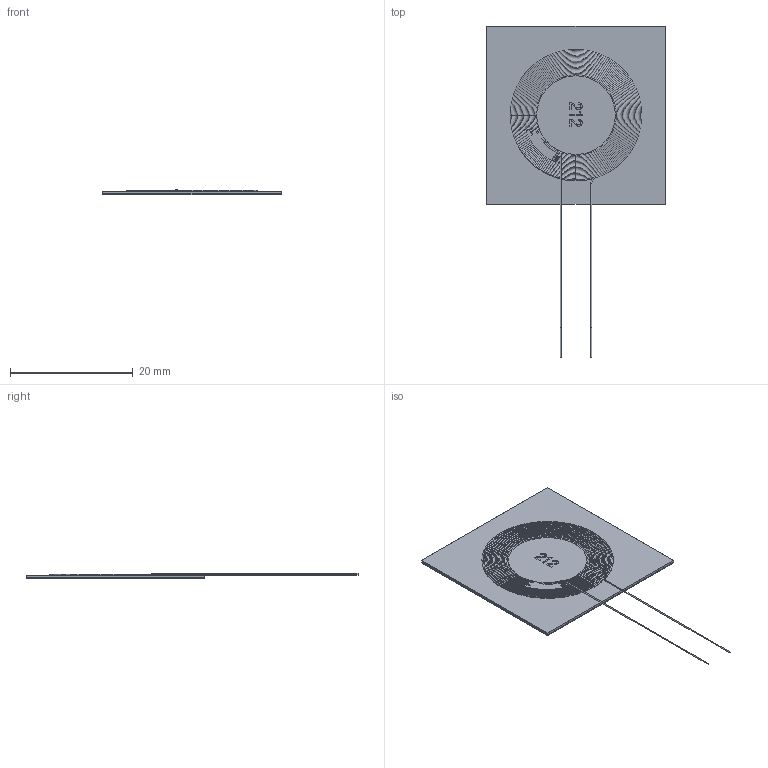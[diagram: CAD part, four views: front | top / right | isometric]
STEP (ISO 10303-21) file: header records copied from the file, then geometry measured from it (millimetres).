
FILE_DESCRIPTION(/* description */ ('Unknown'),/* implementation_level */ '2;1');
FILE_NAME(/* name */ 'L_Wurth_WE-WPCC-RX_760308102212',/* time_stamp */ '2025-04-22T16:36:15+08:00',/* author */ ('Unknown'),/* organization */ ('Unknown'),/* preprocessor_version */ 'ST-DEVELOPER v19.4',/* originating_system */ 'Solid Edge',/* authorisation */ 'Unknown');
FILE_SCHEMA (('AUTOMOTIVE_DESIGN {1 0 10303 214 3 1 1}'));
Length unit declared in the file: millimetre
Products named in the file (2): L_Wurth_WE-WPCC-RX_760308102212
Assembly tree (1 placements, depth 2):
  L_Wurth_WE-WPCC-RX_760308102212
    L_Wurth_WE-WPCC-RX_760308102212
Bounding box: 29 x 54 x 0.94 mm (x, y, z)
Volume: 475.3 mm3; surface area: 7929.9 mm2
Topology: 6 solids, 6 shells, 102 faces, 212 edges, 127 vertices
Faces by surface type: plane 47, bspline 27, torus 22, cylinder 6
Full cylindrical faces by diameter (mm): 0.15 x2, 0.18 x2, 12.8 x1, 21.4 x1
Entity records: 4666 total; most frequent: CARTESIAN_POINT 2345, DIRECTION 331, ORIENTED_EDGE 322, FACE_BOUND 182, EDGE_CURVE 161, EDGE_LOOP 161, VERTEX_POINT 147, AXIS2_PLACEMENT_3D 132
